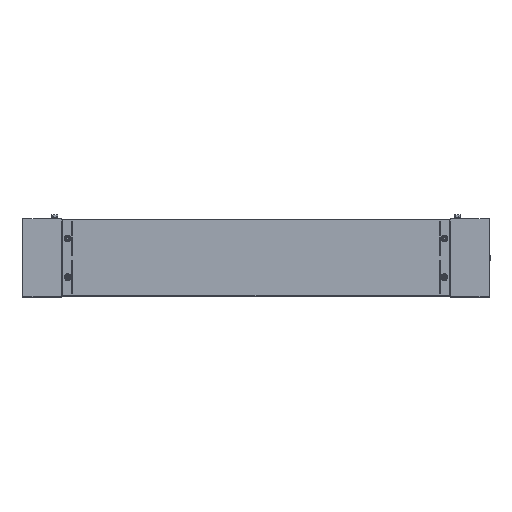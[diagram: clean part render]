
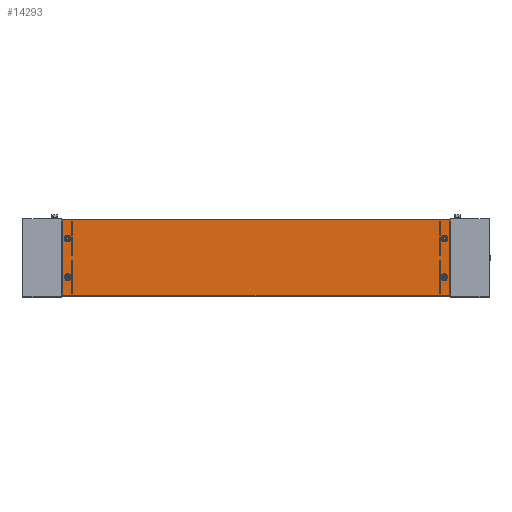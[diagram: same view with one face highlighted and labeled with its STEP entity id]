
A CAD part, top view. The second image highlights one B-rep face of the part: STEP entity #14293.
In plain terms, the highlighted face is planar.
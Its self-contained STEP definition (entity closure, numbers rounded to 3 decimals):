
#61 = LINE ( 'NONE', #17409, #12417 ) ;
#380 = LINE ( 'NONE', #7295, #1857 ) ;
#413 = EDGE_CURVE ( 'NONE', #10602, #9310, #10277, .T. ) ;
#442 = EDGE_CURVE ( 'NONE', #1391, #16027, #14864, .T. ) ;
#525 = VERTEX_POINT ( 'NONE', #7302 ) ;
#770 = CARTESIAN_POINT ( 'NONE',  ( 0., 0., 0. ) ) ;
#931 = CIRCLE ( 'NONE', #2148, 7.691 ) ;
#953 = DIRECTION ( 'NONE',  ( 0., 0., 1. ) ) ;
#998 = EDGE_LOOP ( 'NONE', ( #3989, #7496, #10167, #9763 ) ) ;
#1085 = VERTEX_POINT ( 'NONE', #6886 ) ;
#1231 = DIRECTION ( 'NONE',  ( 0., 0., 1. ) ) ;
#1243 = EDGE_CURVE ( 'NONE', #16027, #15952, #61, .T. ) ;
#1246 = EDGE_CURVE ( 'NONE', #17562, #525, #931, .T. ) ;
#1391 = VERTEX_POINT ( 'NONE', #6485 ) ;
#1490 = DIRECTION ( 'NONE',  ( 0., 0., 1. ) ) ;
#1517 = CARTESIAN_POINT ( 'NONE',  ( 115.5, -50.5, 0. ) ) ;
#1683 = ORIENTED_EDGE ( 'NONE', *, *, #4131, .T. ) ;
#1800 = CARTESIAN_POINT ( 'NONE',  ( 101., -199., 0. ) ) ;
#1857 = VECTOR ( 'NONE', #7566, 1000. ) ;
#2108 = CARTESIAN_POINT ( 'NONE',  ( 101., -1., 0. ) ) ;
#2148 = AXIS2_PLACEMENT_3D ( 'NONE', #8859, #3177, #7532 ) ;
#2298 = DIRECTION ( 'NONE',  ( 0., -1., 0. ) ) ;
#2475 = DIRECTION ( 'NONE',  ( 1., 0., 0. ) ) ;
#2614 = EDGE_CURVE ( 'NONE', #17118, #1085, #7637, .T. ) ;
#2786 = VERTEX_POINT ( 'NONE', #17030 ) ;
#3177 = DIRECTION ( 'NONE',  ( 0., 0., 1. ) ) ;
#3203 = DIRECTION ( 'NONE',  ( 0., 0., 1. ) ) ;
#3214 = AXIS2_PLACEMENT_3D ( 'NONE', #9796, #18153, #5145 ) ;
#3355 = CARTESIAN_POINT ( 'NONE',  ( 1099., -199., 0. ) ) ;
#3521 = CARTESIAN_POINT ( 'NONE',  ( 1076.809, -149.5, 0. ) ) ;
#3709 = LINE ( 'NONE', #2108, #6871 ) ;
#3775 = ORIENTED_EDGE ( 'NONE', *, *, #18359, .T. ) ;
#3989 = ORIENTED_EDGE ( 'NONE', *, *, #18630, .F. ) ;
#4131 = EDGE_CURVE ( 'NONE', #525, #17562, #7425, .T. ) ;
#4399 = DIRECTION ( 'NONE',  ( 0., 1., 0. ) ) ;
#4824 = FACE_BOUND ( 'NONE', #17067, .T. ) ;
#4913 = FACE_BOUND ( 'NONE', #10159, .T. ) ;
#4966 = EDGE_LOOP ( 'NONE', ( #8791, #16422 ) ) ;
#5018 = FACE_BOUND ( 'NONE', #10516, .T. ) ;
#5020 = CARTESIAN_POINT ( 'NONE',  ( 107.809, -50.5, 0. ) ) ;
#5145 = DIRECTION ( 'NONE',  ( 1., 0., 0. ) ) ;
#5629 = CIRCLE ( 'NONE', #3214, 7.691 ) ;
#5736 = ORIENTED_EDGE ( 'NONE', *, *, #413, .T. ) ;
#6009 = CIRCLE ( 'NONE', #7837, 7.691 ) ;
#6485 = CARTESIAN_POINT ( 'NONE',  ( 101., -199., 0. ) ) ;
#6668 = ORIENTED_EDGE ( 'NONE', *, *, #1246, .T. ) ;
#6871 = VECTOR ( 'NONE', #2298, 1000. ) ;
#6886 = CARTESIAN_POINT ( 'NONE',  ( 123.191, -149.5, 0. ) ) ;
#6922 = EDGE_CURVE ( 'NONE', #1085, #17118, #6009, .T. ) ;
#6941 = VERTEX_POINT ( 'NONE', #9704 ) ;
#7295 = CARTESIAN_POINT ( 'NONE',  ( 101., -1., 0. ) ) ;
#7302 = CARTESIAN_POINT ( 'NONE',  ( 1092.191, -149.5, 0. ) ) ;
#7425 = CIRCLE ( 'NONE', #14089, 7.691 ) ;
#7431 = AXIS2_PLACEMENT_3D ( 'NONE', #17326, #1490, #2475 ) ;
#7496 = ORIENTED_EDGE ( 'NONE', *, *, #9601, .F. ) ;
#7532 = DIRECTION ( 'NONE',  ( 1., 0., 0. ) ) ;
#7548 = AXIS2_PLACEMENT_3D ( 'NONE', #1517, #14397, #15938 ) ;
#7566 = DIRECTION ( 'NONE',  ( -1., 0., 0. ) ) ;
#7637 = CIRCLE ( 'NONE', #9152, 7.691 ) ;
#7812 = CARTESIAN_POINT ( 'NONE',  ( 107.809, -149.5, 0. ) ) ;
#7837 = AXIS2_PLACEMENT_3D ( 'NONE', #15305, #11122, #15399 ) ;
#7838 = CARTESIAN_POINT ( 'NONE',  ( 115.5, -149.5, 0. ) ) ;
#7966 = FACE_BOUND ( 'NONE', #4966, .T. ) ;
#8625 = DIRECTION ( 'NONE',  ( 1., 0., 0. ) ) ;
#8791 = ORIENTED_EDGE ( 'NONE', *, *, #2614, .T. ) ;
#8849 = AXIS2_PLACEMENT_3D ( 'NONE', #11360, #1231, #8625 ) ;
#8859 = CARTESIAN_POINT ( 'NONE',  ( 1084.5, -149.5, 0. ) ) ;
#9152 = AXIS2_PLACEMENT_3D ( 'NONE', #7838, #3203, #15137 ) ;
#9153 = CARTESIAN_POINT ( 'NONE',  ( 1092.191, -50.5, 0. ) ) ;
#9310 = VERTEX_POINT ( 'NONE', #17735 ) ;
#9601 = EDGE_CURVE ( 'NONE', #15952, #2786, #380, .T. ) ;
#9704 = CARTESIAN_POINT ( 'NONE',  ( 1076.809, -50.5, 0. ) ) ;
#9763 = ORIENTED_EDGE ( 'NONE', *, *, #442, .F. ) ;
#9796 = CARTESIAN_POINT ( 'NONE',  ( 115.5, -50.5, 0. ) ) ;
#9810 = CARTESIAN_POINT ( 'NONE',  ( 1099., -1., 0. ) ) ;
#10159 = EDGE_LOOP ( 'NONE', ( #5736, #3775 ) ) ;
#10167 = ORIENTED_EDGE ( 'NONE', *, *, #1243, .F. ) ;
#10270 = VERTEX_POINT ( 'NONE', #9153 ) ;
#10277 = CIRCLE ( 'NONE', #7548, 7.691 ) ;
#10516 = EDGE_LOOP ( 'NONE', ( #6668, #1683 ) ) ;
#10602 = VERTEX_POINT ( 'NONE', #5020 ) ;
#10795 = PLANE ( 'NONE',  #14359 ) ;
#10832 = EDGE_CURVE ( 'NONE', #6941, #10270, #15522, .T. ) ;
#11122 = DIRECTION ( 'NONE',  ( 0., 0., 1. ) ) ;
#11360 = CARTESIAN_POINT ( 'NONE',  ( 1084.5, -50.5, 0. ) ) ;
#12417 = VECTOR ( 'NONE', #4399, 1000. ) ;
#12648 = CARTESIAN_POINT ( 'NONE',  ( 1084.5, -149.5, 0. ) ) ;
#14089 = AXIS2_PLACEMENT_3D ( 'NONE', #12648, #17893, #18438 ) ;
#14293 = ADVANCED_FACE ( 'NONE', ( #5018, #7966, #4824, #4913, #18111 ), #10795, .F. ) ;
#14359 = AXIS2_PLACEMENT_3D ( 'NONE', #770, #953, #16781 ) ;
#14397 = DIRECTION ( 'NONE',  ( 0., 0., 1. ) ) ;
#14742 = ORIENTED_EDGE ( 'NONE', *, *, #16483, .T. ) ;
#14771 = DIRECTION ( 'NONE',  ( 1., 0., 0. ) ) ;
#14864 = LINE ( 'NONE', #1800, #16945 ) ;
#14920 = ORIENTED_EDGE ( 'NONE', *, *, #10832, .T. ) ;
#15137 = DIRECTION ( 'NONE',  ( 1., 0., 0. ) ) ;
#15305 = CARTESIAN_POINT ( 'NONE',  ( 115.5, -149.5, 0. ) ) ;
#15399 = DIRECTION ( 'NONE',  ( 1., 0., 0. ) ) ;
#15522 = CIRCLE ( 'NONE', #8849, 7.691 ) ;
#15620 = CIRCLE ( 'NONE', #7431, 7.691 ) ;
#15938 = DIRECTION ( 'NONE',  ( 1., 0., 0. ) ) ;
#15952 = VERTEX_POINT ( 'NONE', #9810 ) ;
#16027 = VERTEX_POINT ( 'NONE', #3355 ) ;
#16422 = ORIENTED_EDGE ( 'NONE', *, *, #6922, .T. ) ;
#16483 = EDGE_CURVE ( 'NONE', #10270, #6941, #15620, .T. ) ;
#16781 = DIRECTION ( 'NONE',  ( 1., 0., 0. ) ) ;
#16945 = VECTOR ( 'NONE', #14771, 1000. ) ;
#17030 = CARTESIAN_POINT ( 'NONE',  ( 101., -1., 0. ) ) ;
#17067 = EDGE_LOOP ( 'NONE', ( #14920, #14742 ) ) ;
#17118 = VERTEX_POINT ( 'NONE', #7812 ) ;
#17326 = CARTESIAN_POINT ( 'NONE',  ( 1084.5, -50.5, 0. ) ) ;
#17409 = CARTESIAN_POINT ( 'NONE',  ( 1099., -1., 0. ) ) ;
#17562 = VERTEX_POINT ( 'NONE', #3521 ) ;
#17735 = CARTESIAN_POINT ( 'NONE',  ( 123.191, -50.5, 0. ) ) ;
#17893 = DIRECTION ( 'NONE',  ( 0., 0., 1. ) ) ;
#18111 = FACE_OUTER_BOUND ( 'NONE', #998, .T. ) ;
#18153 = DIRECTION ( 'NONE',  ( 0., 0., 1. ) ) ;
#18359 = EDGE_CURVE ( 'NONE', #9310, #10602, #5629, .T. ) ;
#18438 = DIRECTION ( 'NONE',  ( 1., 0., 0. ) ) ;
#18630 = EDGE_CURVE ( 'NONE', #2786, #1391, #3709, .T. ) ;
